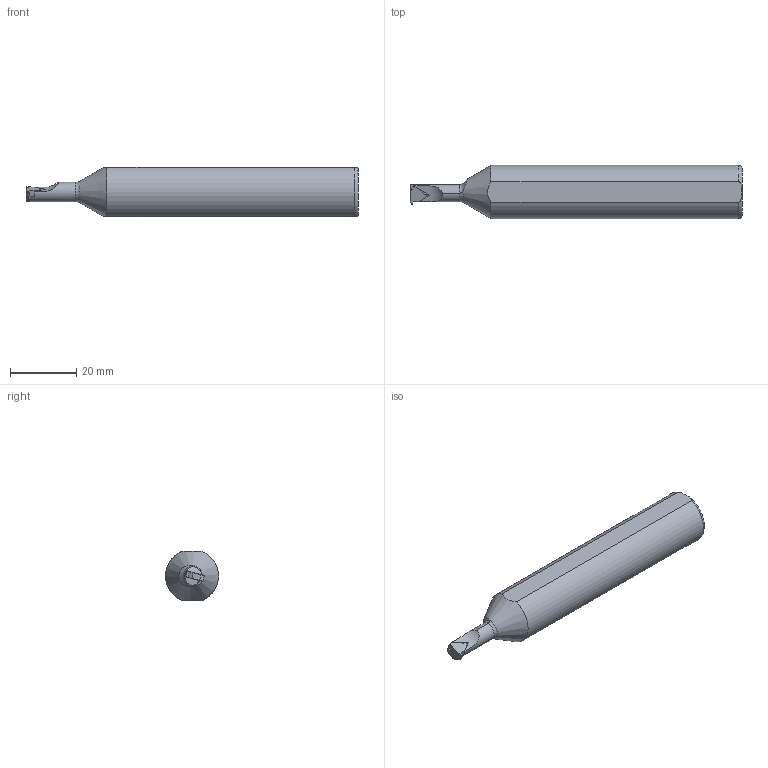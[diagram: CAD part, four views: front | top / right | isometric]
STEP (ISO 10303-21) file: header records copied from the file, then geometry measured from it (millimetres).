
FILE_DESCRIPTION(/* description */ (''),/* implementation_level */ '2;1');
FILE_NAME(/* name */ 'SIR-S16x05H-06.stp',/* time_stamp */ '2023-10-20T08:46:36+03:00',/* author */ (''),/* organization */ (''),/* preprocessor_version */ 'ST-DEVELOPER v19.4',/* originating_system */ 'SIEMENS PLM Software NX2306.3001',/* authorisation */ '');
FILE_SCHEMA (('AUTOMOTIVE_DESIGN { 1 0 10303 214 3 1 1 1 }'));
Length unit declared in the file: millimetre
Products named in the file (1): model1
Bounding box: 100 x 16 x 14.8 mm (x, y, z)
Volume: 15993.5 mm3; surface area: 4631.7 mm2
Topology: 2 solids, 2 shells, 40 faces, 103 edges, 67 vertices
Faces by surface type: plane 23, cylinder 10, torus 3, cone 2, revolution 1, bspline 1
Entity records: 1938 total; most frequent: CARTESIAN_POINT 691, ORIENTED_EDGE 198, DIRECTION 182, EDGE_CURVE 99, VERTEX_POINT 65, AXIS2_PLACEMENT_3D 63, LINE 55, VECTOR 55
